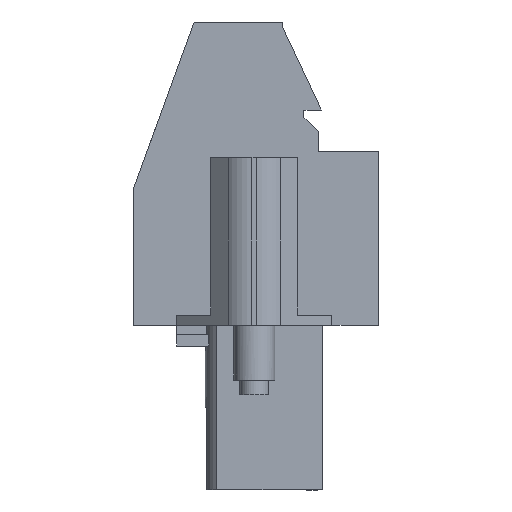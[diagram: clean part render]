
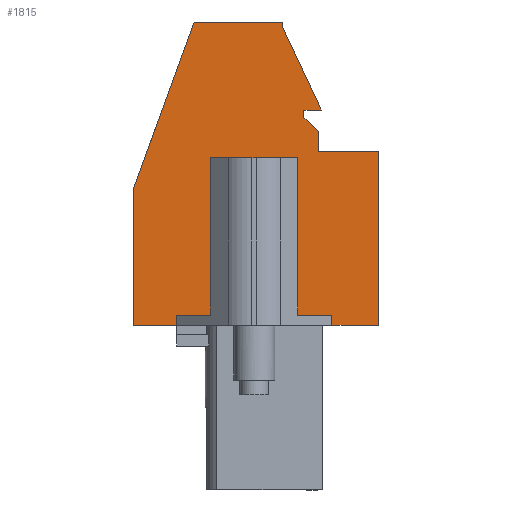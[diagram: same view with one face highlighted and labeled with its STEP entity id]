
A CAD part, left-side view. The second image highlights one B-rep face of the part: STEP entity #1815.
In plain terms, the highlighted planar face has unit normal (-1, 0, 0).
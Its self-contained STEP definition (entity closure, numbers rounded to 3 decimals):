
#791=AXIS2_PLACEMENT_3D('Plane Axis2P3D',#788,#789,#790) ;
#107=CARTESIAN_POINT('Line Origine',(3.47,1.125,7.95)) ;
#111=CARTESIAN_POINT('Vertex',(3.47,2.25,7.95)) ;
#113=CARTESIAN_POINT('Vertex',(3.47,0.,7.95)) ;
#162=CARTESIAN_POINT('Vertex',(3.47,9.75,7.95)) ;
#165=CARTESIAN_POINT('Line Origine',(3.47,10.79,7.95)) ;
#169=CARTESIAN_POINT('Vertex',(3.47,11.83,7.95)) ;
#788=CARTESIAN_POINT('Axis2P3D Location',(3.47,12.132,0.)) ;
#1703=CARTESIAN_POINT('Line Origine',(3.47,0.,12.15)) ;
#1707=CARTESIAN_POINT('Vertex',(3.47,0.,16.35)) ;
#1710=CARTESIAN_POINT('Line Origine',(3.47,1.45,16.35)) ;
#1714=CARTESIAN_POINT('Vertex',(3.47,2.9,16.35)) ;
#1717=CARTESIAN_POINT('Line Origine',(3.47,2.9,16.825)) ;
#1721=CARTESIAN_POINT('Vertex',(3.47,2.9,17.3)) ;
#1724=CARTESIAN_POINT('Line Origine',(3.47,3.25,17.65)) ;
#1728=CARTESIAN_POINT('Vertex',(3.47,3.6,18.)) ;
#1731=CARTESIAN_POINT('Line Origine',(3.47,3.6,18.175)) ;
#1735=CARTESIAN_POINT('Vertex',(3.47,3.6,18.35)) ;
#1738=CARTESIAN_POINT('Line Origine',(3.47,3.18,18.35)) ;
#1742=CARTESIAN_POINT('Vertex',(3.47,2.76,18.35)) ;
#1745=CARTESIAN_POINT('Line Origine',(3.47,3.704,20.375)) ;
#1749=CARTESIAN_POINT('Vertex',(3.47,4.649,22.4)) ;
#1752=CARTESIAN_POINT('Line Origine',(3.47,4.649,22.5)) ;
#1756=CARTESIAN_POINT('Vertex',(3.47,4.649,22.6)) ;
#1759=CARTESIAN_POINT('Line Origine',(3.47,6.778,22.6)) ;
#1763=CARTESIAN_POINT('Vertex',(3.47,8.908,22.6)) ;
#1766=CARTESIAN_POINT('Line Origine',(3.47,10.369,18.586)) ;
#1770=CARTESIAN_POINT('Vertex',(3.47,11.83,14.572)) ;
#1773=CARTESIAN_POINT('Line Origine',(3.47,11.83,11.261)) ;
#1778=CARTESIAN_POINT('Line Origine',(3.47,9.75,8.2)) ;
#1782=CARTESIAN_POINT('Vertex',(3.47,9.75,8.45)) ;
#1785=CARTESIAN_POINT('Line Origine',(3.47,6.,8.45)) ;
#1789=CARTESIAN_POINT('Vertex',(3.47,2.25,8.45)) ;
#1792=CARTESIAN_POINT('Line Origine',(3.47,2.25,8.2)) ;
#108=DIRECTION('Vector Direction',(0.,1.,0.)) ;
#166=DIRECTION('Vector Direction',(0.,-1.,0.)) ;
#789=DIRECTION('Axis2P3D Direction',(-1.,0.,0.)) ;
#790=DIRECTION('Axis2P3D XDirection',(0.,-1.,0.)) ;
#1704=DIRECTION('Vector Direction',(0.,0.,1.)) ;
#1711=DIRECTION('Vector Direction',(0.,1.,0.)) ;
#1718=DIRECTION('Vector Direction',(0.,0.,1.)) ;
#1725=DIRECTION('Vector Direction',(0.,0.707,0.707)) ;
#1732=DIRECTION('Vector Direction',(0.,0.,1.)) ;
#1739=DIRECTION('Vector Direction',(0.,-1.,0.)) ;
#1746=DIRECTION('Vector Direction',(0.,0.423,0.906)) ;
#1753=DIRECTION('Vector Direction',(0.,0.,1.)) ;
#1760=DIRECTION('Vector Direction',(0.,1.,0.)) ;
#1767=DIRECTION('Vector Direction',(0.,0.342,-0.94)) ;
#1774=DIRECTION('Vector Direction',(0.,0.,1.)) ;
#1779=DIRECTION('Vector Direction',(0.,0.,1.)) ;
#1786=DIRECTION('Vector Direction',(0.,1.,0.)) ;
#1793=DIRECTION('Vector Direction',(0.,0.,1.)) ;
#109=VECTOR('Line Direction',#108,1.) ;
#167=VECTOR('Line Direction',#166,1.) ;
#1705=VECTOR('Line Direction',#1704,1.) ;
#1712=VECTOR('Line Direction',#1711,1.) ;
#1719=VECTOR('Line Direction',#1718,1.) ;
#1726=VECTOR('Line Direction',#1725,1.) ;
#1733=VECTOR('Line Direction',#1732,1.) ;
#1740=VECTOR('Line Direction',#1739,1.) ;
#1747=VECTOR('Line Direction',#1746,1.) ;
#1754=VECTOR('Line Direction',#1753,1.) ;
#1761=VECTOR('Line Direction',#1760,1.) ;
#1768=VECTOR('Line Direction',#1767,1.) ;
#1775=VECTOR('Line Direction',#1774,1.) ;
#1780=VECTOR('Line Direction',#1779,1.) ;
#1787=VECTOR('Line Direction',#1786,1.) ;
#1794=VECTOR('Line Direction',#1793,1.) ;
#1798=ORIENTED_EDGE('',*,*,#115,.T.) ;
#1799=ORIENTED_EDGE('',*,*,#1709,.T.) ;
#1800=ORIENTED_EDGE('',*,*,#1716,.T.) ;
#1801=ORIENTED_EDGE('',*,*,#1723,.T.) ;
#1802=ORIENTED_EDGE('',*,*,#1730,.T.) ;
#1803=ORIENTED_EDGE('',*,*,#1737,.T.) ;
#1804=ORIENTED_EDGE('',*,*,#1744,.T.) ;
#1805=ORIENTED_EDGE('',*,*,#1751,.T.) ;
#1806=ORIENTED_EDGE('',*,*,#1758,.T.) ;
#1807=ORIENTED_EDGE('',*,*,#1765,.T.) ;
#1808=ORIENTED_EDGE('',*,*,#1772,.T.) ;
#1809=ORIENTED_EDGE('',*,*,#1777,.T.) ;
#1810=ORIENTED_EDGE('',*,*,#171,.F.) ;
#1811=ORIENTED_EDGE('',*,*,#1784,.T.) ;
#1812=ORIENTED_EDGE('',*,*,#1791,.F.) ;
#1813=ORIENTED_EDGE('',*,*,#1796,.F.) ;
#1815=ADVANCED_FACE('HOUSING',(#1814),#792,.T.) ;
#115=EDGE_CURVE('',#112,#114,#110,.F.) ;
#171=EDGE_CURVE('',#163,#170,#168,.F.) ;
#1709=EDGE_CURVE('',#114,#1708,#1706,.T.) ;
#1716=EDGE_CURVE('',#1708,#1715,#1713,.T.) ;
#1723=EDGE_CURVE('',#1715,#1722,#1720,.T.) ;
#1730=EDGE_CURVE('',#1722,#1729,#1727,.T.) ;
#1737=EDGE_CURVE('',#1729,#1736,#1734,.T.) ;
#1744=EDGE_CURVE('',#1736,#1743,#1741,.T.) ;
#1751=EDGE_CURVE('',#1743,#1750,#1748,.T.) ;
#1758=EDGE_CURVE('',#1750,#1757,#1755,.T.) ;
#1765=EDGE_CURVE('',#1757,#1764,#1762,.T.) ;
#1772=EDGE_CURVE('',#1764,#1771,#1769,.T.) ;
#1777=EDGE_CURVE('',#1771,#170,#1776,.F.) ;
#1784=EDGE_CURVE('',#163,#1783,#1781,.T.) ;
#1791=EDGE_CURVE('',#1790,#1783,#1788,.T.) ;
#1796=EDGE_CURVE('',#112,#1790,#1795,.T.) ;
#1797=EDGE_LOOP('',(#1798,#1799,#1800,#1801,#1802,#1803,#1804,#1805,#1806,#1807,#1808,#1809,#1810,#1811,#1812,#1813)) ;
#1814=FACE_OUTER_BOUND('',#1797,.T.) ;
#110=LINE('Line',#107,#109) ;
#168=LINE('Line',#165,#167) ;
#1706=LINE('Line',#1703,#1705) ;
#1713=LINE('Line',#1710,#1712) ;
#1720=LINE('Line',#1717,#1719) ;
#1727=LINE('Line',#1724,#1726) ;
#1734=LINE('Line',#1731,#1733) ;
#1741=LINE('Line',#1738,#1740) ;
#1748=LINE('Line',#1745,#1747) ;
#1755=LINE('Line',#1752,#1754) ;
#1762=LINE('Line',#1759,#1761) ;
#1769=LINE('Line',#1766,#1768) ;
#1776=LINE('Line',#1773,#1775) ;
#1781=LINE('Line',#1778,#1780) ;
#1788=LINE('Line',#1785,#1787) ;
#1795=LINE('Line',#1792,#1794) ;
#792=PLANE('',#791) ;
#112=VERTEX_POINT('',#111) ;
#114=VERTEX_POINT('',#113) ;
#163=VERTEX_POINT('',#162) ;
#170=VERTEX_POINT('',#169) ;
#1708=VERTEX_POINT('',#1707) ;
#1715=VERTEX_POINT('',#1714) ;
#1722=VERTEX_POINT('',#1721) ;
#1729=VERTEX_POINT('',#1728) ;
#1736=VERTEX_POINT('',#1735) ;
#1743=VERTEX_POINT('',#1742) ;
#1750=VERTEX_POINT('',#1749) ;
#1757=VERTEX_POINT('',#1756) ;
#1764=VERTEX_POINT('',#1763) ;
#1771=VERTEX_POINT('',#1770) ;
#1783=VERTEX_POINT('',#1782) ;
#1790=VERTEX_POINT('',#1789) ;
